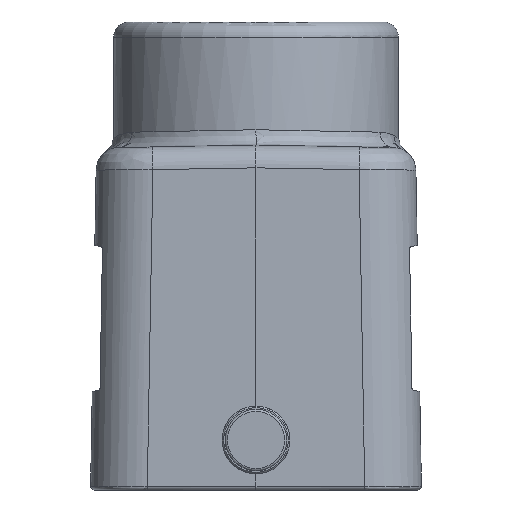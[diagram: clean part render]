
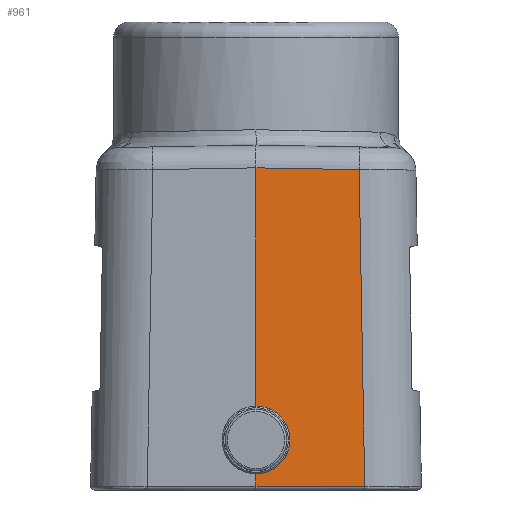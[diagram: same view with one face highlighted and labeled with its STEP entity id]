
A CAD part, left-side view. The second image highlights one B-rep face of the part: STEP entity #961.
In plain terms, the highlighted planar face has unit normal (-1, -0.018, 0.017).
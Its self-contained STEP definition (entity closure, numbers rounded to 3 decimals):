
#260=ELLIPSE('',#3661,2.501,2.5);
#261=ELLIPSE('',#3662,2.526,2.525);
#262=ELLIPSE('',#3663,4.401,4.4);
#263=ELLIPSE('',#3664,1.5,1.5);
#404=FACE_OUTER_BOUND('',#1383,.T.);
#598=LINE('',#5153,#790);
#602=LINE('',#5161,#794);
#604=LINE('',#5169,#796);
#607=LINE('',#5224,#799);
#610=LINE('',#5284,#802);
#611=LINE('',#5287,#803);
#612=LINE('',#5288,#804);
#613=LINE('',#5291,#805);
#790=VECTOR('',#4087,1.);
#794=VECTOR('',#4091,1.);
#796=VECTOR('',#4097,1.);
#799=VECTOR('',#4110,1.);
#802=VECTOR('',#4125,1.);
#803=VECTOR('',#4128,1.);
#804=VECTOR('',#4129,1.);
#805=VECTOR('',#4132,1.);
#961=ADVANCED_FACE('',(#404),#1192,.T.);
#1192=PLANE('',#3665);
#1383=EDGE_LOOP('',(#1738,#1739,#1740,#1741,#1742,#1743,#1744,#1745,#1746,
#1747,#1748,#1749));
#1738=ORIENTED_EDGE('',*,*,#3071,.F.);
#1739=ORIENTED_EDGE('',*,*,#3053,.T.);
#1740=ORIENTED_EDGE('',*,*,#3072,.T.);
#1741=ORIENTED_EDGE('',*,*,#3073,.F.);
#1742=ORIENTED_EDGE('',*,*,#3074,.F.);
#1743=ORIENTED_EDGE('',*,*,#3049,.T.);
#1744=ORIENTED_EDGE('',*,*,#3075,.T.);
#1745=ORIENTED_EDGE('',*,*,#3062,.F.);
#1746=ORIENTED_EDGE('',*,*,#3076,.F.);
#1747=ORIENTED_EDGE('',*,*,#3045,.T.);
#1748=ORIENTED_EDGE('',*,*,#3077,.F.);
#1749=ORIENTED_EDGE('',*,*,#3078,.F.);
#2715=VERTEX_POINT('',#5148);
#2717=VERTEX_POINT('',#5152);
#2718=VERTEX_POINT('',#5154);
#2721=VERTEX_POINT('',#5160);
#2722=VERTEX_POINT('',#5162);
#2725=VERTEX_POINT('',#5168);
#2732=VERTEX_POINT('',#5225);
#2733=VERTEX_POINT('',#5226);
#2740=VERTEX_POINT('',#5281);
#2741=VERTEX_POINT('',#5283);
#2742=VERTEX_POINT('',#5285);
#2743=VERTEX_POINT('',#5290);
#3045=EDGE_CURVE('',#2718,#2717,#598,.T.);
#3049=EDGE_CURVE('',#2722,#2721,#602,.T.);
#3053=EDGE_CURVE('',#2715,#2725,#604,.T.);
#3062=EDGE_CURVE('',#2732,#2733,#607,.T.);
#3071=EDGE_CURVE('',#2715,#2740,#260,.T.);
#3072=EDGE_CURVE('',#2725,#2741,#261,.T.);
#3073=EDGE_CURVE('',#2742,#2741,#610,.T.);
#3074=EDGE_CURVE('',#2722,#2742,#262,.T.);
#3075=EDGE_CURVE('',#2721,#2733,#611,.T.);
#3076=EDGE_CURVE('',#2718,#2732,#612,.T.);
#3077=EDGE_CURVE('',#2743,#2717,#263,.T.);
#3078=EDGE_CURVE('',#2740,#2743,#613,.T.);
#3661=AXIS2_PLACEMENT_3D('',#5280,#4121,#4122);
#3662=AXIS2_PLACEMENT_3D('',#5282,#4123,#4124);
#3663=AXIS2_PLACEMENT_3D('',#5286,#4126,#4127);
#3664=AXIS2_PLACEMENT_3D('',#5289,#4130,#4131);
#3665=AXIS2_PLACEMENT_3D('',#5292,#4133,#4134);
#4087=DIRECTION('',(-0.017,0.,-1.));
#4091=DIRECTION('',(-0.017,0.,-1.));
#4097=DIRECTION('',(-0.017,0.,-1.));
#4110=DIRECTION('',(-0.017,-0.017,-1.));
#4121=DIRECTION('',(-1.,-0.017,0.017));
#4122=DIRECTION('',(0.025,-0.707,0.707));
#4123=DIRECTION('',(-1.,-0.017,0.017));
#4124=DIRECTION('',(-0.025,0.707,-0.707));
#4125=DIRECTION('',(0.,0.707,0.707));
#4126=DIRECTION('',(-1.,-0.017,0.017));
#4127=DIRECTION('',(-0.025,0.707,-0.707));
#4128=DIRECTION('',(0.017,-1.,0.));
#4129=DIRECTION('',(0.017,-1.,-0.017));
#4130=DIRECTION('',(-1.,-0.017,0.017));
#4131=DIRECTION('',(-0.025,0.707,-0.707));
#4132=DIRECTION('',(0.,0.707,0.707));
#4133=DIRECTION('',(-1.,-0.017,0.017));
#4134=DIRECTION('',(0.017,-1.,0.));
#5148=CARTESIAN_POINT('',(-46.676,0.,-40.799));
#5152=CARTESIAN_POINT('',(-46.606,0.,-36.799));
#5153=CARTESIAN_POINT('',(-46.211,0.,-14.195));
#5154=CARTESIAN_POINT('',(-46.015,0.,-2.947));
#5160=CARTESIAN_POINT('',(-46.736,0.,-44.29));
#5161=CARTESIAN_POINT('',(-46.211,0.,-14.195));
#5162=CARTESIAN_POINT('',(-46.709,0.,-42.699));
#5168=CARTESIAN_POINT('',(-46.676,0.,-40.824));
#5169=CARTESIAN_POINT('',(-46.211,0.,-14.195));
#5224=CARTESIAN_POINT('',(-45.97,-13.59,-13.961));
#5225=CARTESIAN_POINT('',(-45.785,-13.402,-3.181));
#5226=CARTESIAN_POINT('',(-46.49,-14.119,-44.29));
#5280=CARTESIAN_POINT('',(-46.632,0.,-38.299));
#5281=CARTESIAN_POINT('',(-46.632,-1.768,-40.067));
#5282=CARTESIAN_POINT('',(-46.632,0.,-38.299));
#5283=CARTESIAN_POINT('',(-46.632,-1.785,-40.085));
#5284=CARTESIAN_POINT('',(-46.632,12.052,-26.245));
#5285=CARTESIAN_POINT('',(-46.632,-3.111,-41.411));
#5286=CARTESIAN_POINT('',(-46.632,0.,-38.299));
#5287=CARTESIAN_POINT('',(-46.736,-0.009,-44.29));
#5288=CARTESIAN_POINT('',(-46.012,-0.193,-2.95));
#5289=CARTESIAN_POINT('',(-46.632,0.,-38.299));
#5290=CARTESIAN_POINT('',(-46.632,-1.061,-39.36));
#5291=CARTESIAN_POINT('',(-46.632,12.052,-26.245));
#5292=CARTESIAN_POINT('',(-46.211,0.,-14.195));
